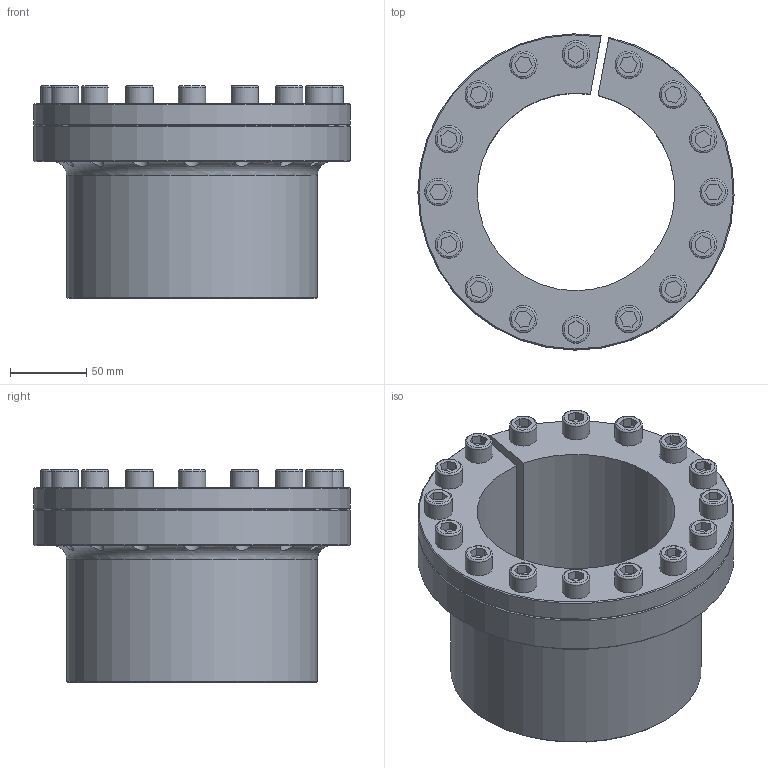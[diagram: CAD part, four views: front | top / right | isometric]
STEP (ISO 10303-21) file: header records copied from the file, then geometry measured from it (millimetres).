
FILE_DESCRIPTION(/* description */ (''),/* implementation_level */ '2;1');
FILE_NAME(/* name */ 'OBC 130x165x128 B.stp',/* time_stamp */ '2018-10-11T11:57:09+03:00',/* author */ ('ASUS'),/* organization */ ('TraceParts S.A.'),/* preprocessor_version */ 'ST-DEVELOPER v16.13',/* originating_system */ 'Autodesk Inventor 2018',/* authorisation */ '');
FILE_SCHEMA (('AUTOMOTIVE_DESIGN { 1 0 10303 214 3 1 1 }'));
Length unit declared in the file: millimetre
Products named in the file (1): locks_cl130x165t
Bounding box: 207.97 x 207.98 x 140 mm (x, y, z)
Volume: 1424228.2 mm3; surface area: 222676.3 mm2
Topology: 1 solids, 1 shells, 249 faces, 661 edges, 430 vertices
Faces by surface type: plane 153, cylinder 53, cone 25, torus 18
Full cylindrical faces by diameter (mm): 12 x32, 18 x16
Entity records: 7938 total; most frequent: CARTESIAN_POINT 1817, DIRECTION 1202, ORIENTED_EDGE 1098, EDGE_CURVE 549, AXIS2_PLACEMENT_3D 437, VERTEX_POINT 398, EDGE_LOOP 379, LINE 328
